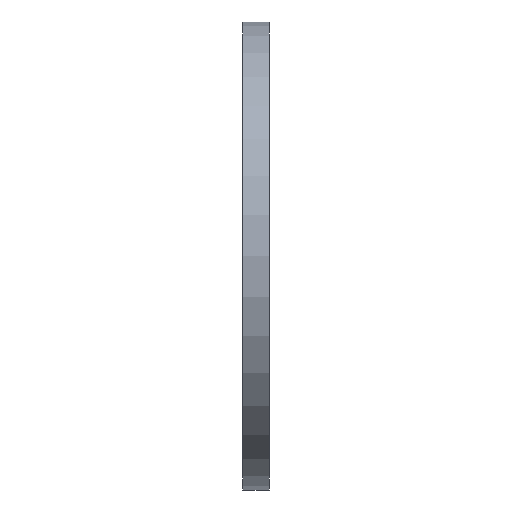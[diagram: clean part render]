
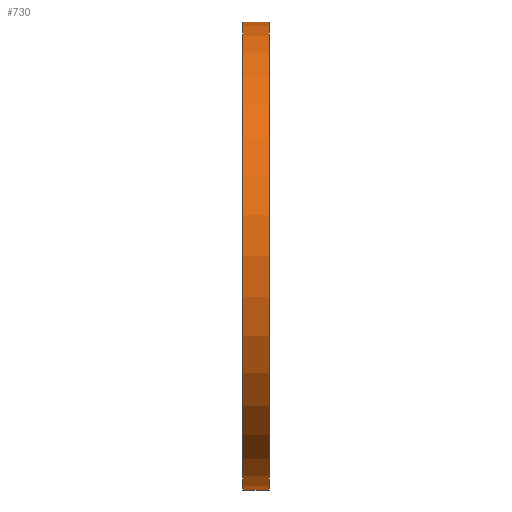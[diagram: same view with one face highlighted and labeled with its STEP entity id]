
A CAD part, front view. The second image highlights one B-rep face of the part: STEP entity #730.
In plain terms, the highlighted cylindrical face has radius 14.088 mm (diameter 28.175 mm), a partial arc.
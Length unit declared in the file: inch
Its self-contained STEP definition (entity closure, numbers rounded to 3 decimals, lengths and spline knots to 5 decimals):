
#17 = DIRECTION ( 'NONE',  ( 1., 0., 0. ) ) ;
#21 = AXIS2_PLACEMENT_3D ( 'NONE', #39, #778, #583 ) ;
#24 = ORIENTED_EDGE ( 'NONE', *, *, #647, .T. ) ;
#39 = CARTESIAN_POINT ( 'NONE',  ( -4.90084, 0., 0. ) ) ;
#47 = LINE ( 'NONE', #811, #184 ) ;
#113 = CARTESIAN_POINT ( 'NONE',  ( -4.90084, 0., -0.55463 ) ) ;
#130 = ORIENTED_EDGE ( 'NONE', *, *, #135, .F. ) ;
#135 = EDGE_CURVE ( 'NONE', #796, #876, #480, .T. ) ;
#153 = CARTESIAN_POINT ( 'NONE',  ( -4.96334, 0., 0.55463 ) ) ;
#165 = FACE_OUTER_BOUND ( 'NONE', #527, .T. ) ;
#171 = CIRCLE ( 'NONE', #21, 0.55463 ) ;
#184 = VECTOR ( 'NONE', #201, 39.37008 ) ;
#201 = DIRECTION ( 'NONE',  ( 1., 0., 0. ) ) ;
#212 = DIRECTION ( 'NONE',  ( 0., 0., 1. ) ) ;
#256 = VERTEX_POINT ( 'NONE', #584 ) ;
#287 = VERTEX_POINT ( 'NONE', #113 ) ;
#336 = DIRECTION ( 'NONE',  ( -1., 0., 0. ) ) ;
#346 = CIRCLE ( 'NONE', #879, 0.55463 ) ;
#397 = AXIS2_PLACEMENT_3D ( 'NONE', #845, #503, #714 ) ;
#480 = LINE ( 'NONE', #153, #816 ) ;
#503 = DIRECTION ( 'NONE',  ( 1., 0., 0. ) ) ;
#510 = EDGE_CURVE ( 'NONE', #256, #796, #346, .T. ) ;
#512 = ORIENTED_EDGE ( 'NONE', *, *, #849, .T. ) ;
#527 = EDGE_LOOP ( 'NONE', ( #130, #764, #512, #24 ) ) ;
#570 = CYLINDRICAL_SURFACE ( 'NONE', #397, 0.55463 ) ;
#583 = DIRECTION ( 'NONE',  ( 0., 0., 1. ) ) ;
#584 = CARTESIAN_POINT ( 'NONE',  ( -4.96334, 0., -0.55463 ) ) ;
#647 = EDGE_CURVE ( 'NONE', #287, #876, #171, .T. ) ;
#690 = CARTESIAN_POINT ( 'NONE',  ( -4.90084, 0., 0.55463 ) ) ;
#714 = DIRECTION ( 'NONE',  ( 0., 0., -1. ) ) ;
#730 = ADVANCED_FACE ( 'NONE', ( #165 ), #570, .T. ) ;
#764 = ORIENTED_EDGE ( 'NONE', *, *, #510, .F. ) ;
#778 = DIRECTION ( 'NONE',  ( -1., 0., 0. ) ) ;
#796 = VERTEX_POINT ( 'NONE', #804 ) ;
#804 = CARTESIAN_POINT ( 'NONE',  ( -4.96334, 0., 0.55463 ) ) ;
#811 = CARTESIAN_POINT ( 'NONE',  ( -4.96334, 0., -0.55463 ) ) ;
#816 = VECTOR ( 'NONE', #17, 39.37008 ) ;
#823 = CARTESIAN_POINT ( 'NONE',  ( -4.96334, 0., 0. ) ) ;
#845 = CARTESIAN_POINT ( 'NONE',  ( -4.96334, 0., 0. ) ) ;
#849 = EDGE_CURVE ( 'NONE', #256, #287, #47, .T. ) ;
#876 = VERTEX_POINT ( 'NONE', #690 ) ;
#879 = AXIS2_PLACEMENT_3D ( 'NONE', #823, #336, #212 ) ;
